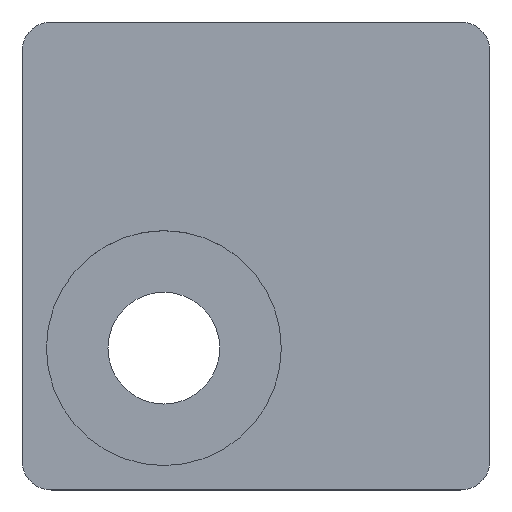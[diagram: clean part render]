
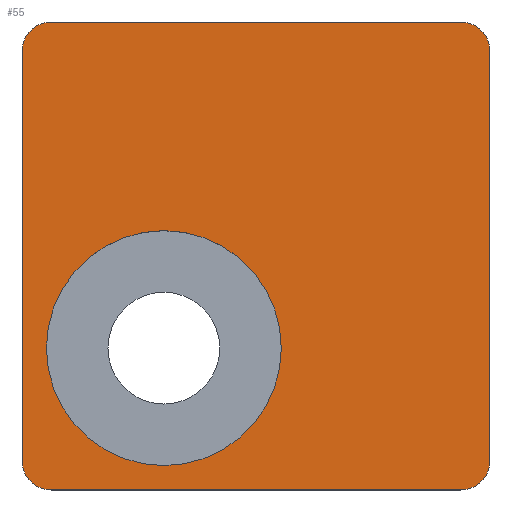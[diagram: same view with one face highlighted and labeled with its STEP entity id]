
A CAD part, top view. The second image highlights one B-rep face of the part: STEP entity #55.
In plain terms, the highlighted planar face has unit normal (0, 0, 1).
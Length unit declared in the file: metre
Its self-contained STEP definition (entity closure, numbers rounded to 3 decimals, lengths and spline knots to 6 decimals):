
#55 = ADVANCED_FACE( '', ( #110, #111 ), #112, .T. );
#110 = FACE_BOUND( '', #161, .T. );
#111 = FACE_OUTER_BOUND( '', #162, .T. );
#112 = PLANE( '', #163 );
#161 = EDGE_LOOP( '', ( #249 ) );
#162 = EDGE_LOOP( '', ( #250, #251, #252, #253, #254, #255, #256, #257 ) );
#163 = AXIS2_PLACEMENT_3D( '', #258, #259, #260 );
#249 = ORIENTED_EDGE( '', *, *, #318, .F. );
#250 = ORIENTED_EDGE( '', *, *, #286, .F. );
#251 = ORIENTED_EDGE( '', *, *, #291, .T. );
#252 = ORIENTED_EDGE( '', *, *, #319, .T. );
#253 = ORIENTED_EDGE( '', *, *, #295, .T. );
#254 = ORIENTED_EDGE( '', *, *, #298, .T. );
#255 = ORIENTED_EDGE( '', *, *, #316, .T. );
#256 = ORIENTED_EDGE( '', *, *, #320, .F. );
#257 = ORIENTED_EDGE( '', *, *, #312, .T. );
#258 = CARTESIAN_POINT( '', ( 0.023966, 0.00418, 0.00156 ) );
#259 = DIRECTION( '', ( 0., 0., 1. ) );
#260 = DIRECTION( '', ( 1., 0., 0. ) );
#286 = EDGE_CURVE( '', #328, #330, #331, .T. );
#291 = EDGE_CURVE( '', #328, #336, #338, .T. );
#295 = EDGE_CURVE( '', #345, #343, #346, .T. );
#298 = EDGE_CURVE( '', #343, #349, #350, .T. );
#312 = EDGE_CURVE( '', #370, #330, #371, .T. );
#316 = EDGE_CURVE( '', #349, #374, #376, .T. );
#318 = EDGE_CURVE( '', #378, #378, #379, .T. );
#319 = EDGE_CURVE( '', #336, #345, #380, .T. );
#320 = EDGE_CURVE( '', #370, #374, #381, .T. );
#328 = VERTEX_POINT( '', #390 );
#330 = VERTEX_POINT( '', #393 );
#331 = LINE( '', #394, #395 );
#336 = VERTEX_POINT( '', #401 );
#338 = CIRCLE( '', #404, 0.001588 );
#343 = VERTEX_POINT( '', #409 );
#345 = VERTEX_POINT( '', #412 );
#346 = CIRCLE( '', #413, 0.001588 );
#349 = VERTEX_POINT( '', #417 );
#350 = LINE( '', #418, #419 );
#370 = VERTEX_POINT( '', #443 );
#371 = CIRCLE( '', #444, 0.001588 );
#374 = VERTEX_POINT( '', #448 );
#376 = CIRCLE( '', #451, 0.001588 );
#378 = VERTEX_POINT( '', #453 );
#379 = CIRCLE( '', #454, 0.006375 );
#380 = LINE( '', #455, #456 );
#381 = LINE( '', #457, #458 );
#390 = CARTESIAN_POINT( '', ( -0.021214, 0.00783, 0.00156 ) );
#393 = CARTESIAN_POINT( '', ( 0.001011, 0.00783, 0.00156 ) );
#394 = CARTESIAN_POINT( '', ( -0.010102, 0.00783, 0.00156 ) );
#395 = VECTOR( '', #464, 1. );
#401 = CARTESIAN_POINT( '', ( -0.022802, 0.006242, 0.00156 ) );
#404 = AXIS2_PLACEMENT_3D( '', #470, #471, #472 );
#409 = CARTESIAN_POINT( '', ( -0.021214, -0.01757, 0.00156 ) );
#412 = CARTESIAN_POINT( '', ( -0.022802, -0.015983, 0.00156 ) );
#413 = AXIS2_PLACEMENT_3D( '', #477, #478, #479 );
#417 = CARTESIAN_POINT( '', ( 0.001011, -0.01757, 0.00156 ) );
#418 = CARTESIAN_POINT( '', ( -0.010102, -0.01757, 0.00156 ) );
#419 = VECTOR( '', #481, 1. );
#443 = CARTESIAN_POINT( '', ( 0.002598, 0.006242, 0.00156 ) );
#444 = AXIS2_PLACEMENT_3D( '', #501, #502, #503 );
#448 = CARTESIAN_POINT( '', ( 0.002598, -0.015983, 0.00156 ) );
#451 = AXIS2_PLACEMENT_3D( '', #506, #507, #508 );
#453 = CARTESIAN_POINT( '', ( -0.008727, -0.00987, 0.00156 ) );
#454 = AXIS2_PLACEMENT_3D( '', #509, #510, #511 );
#455 = CARTESIAN_POINT( '', ( -0.022802, -0.00487, 0.00156 ) );
#456 = VECTOR( '', #512, 1. );
#457 = CARTESIAN_POINT( '', ( 0.002598, -0.00487, 0.00156 ) );
#458 = VECTOR( '', #513, 1. );
#464 = DIRECTION( '', ( 1., 0., 0. ) );
#470 = CARTESIAN_POINT( '', ( -0.021214, 0.006242, 0.00156 ) );
#471 = DIRECTION( '', ( 0., 0., 1. ) );
#472 = DIRECTION( '', ( 1., 0., 0. ) );
#477 = CARTESIAN_POINT( '', ( -0.021214, -0.015983, 0.00156 ) );
#478 = DIRECTION( '', ( 0., 0., 1. ) );
#479 = DIRECTION( '', ( 1., 0., 0. ) );
#481 = DIRECTION( '', ( 1., 0., 0. ) );
#501 = CARTESIAN_POINT( '', ( 0.001011, 0.006242, 0.00156 ) );
#502 = DIRECTION( '', ( 0., 0., 1. ) );
#503 = DIRECTION( '', ( 1., 0., 0. ) );
#506 = CARTESIAN_POINT( '', ( 0.001011, -0.015983, 0.00156 ) );
#507 = DIRECTION( '', ( 0., 0., 1. ) );
#508 = DIRECTION( '', ( 1., 0., 0. ) );
#509 = CARTESIAN_POINT( '', ( -0.015102, -0.00987, 0.00156 ) );
#510 = DIRECTION( '', ( 0., 0., 1. ) );
#511 = DIRECTION( '', ( 1., 0., 0. ) );
#512 = DIRECTION( '', ( 0., -1., 0. ) );
#513 = DIRECTION( '', ( 0., -1., 0. ) );
